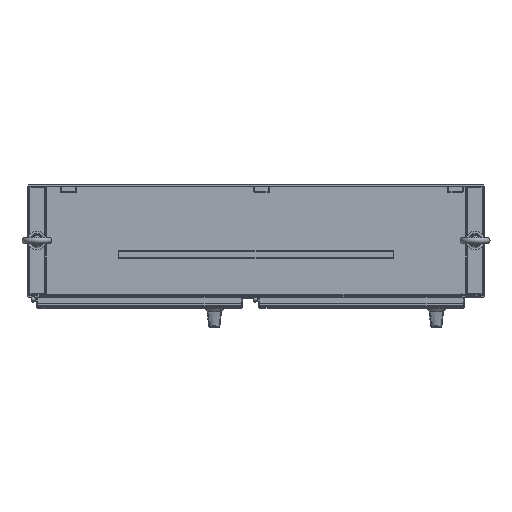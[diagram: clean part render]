
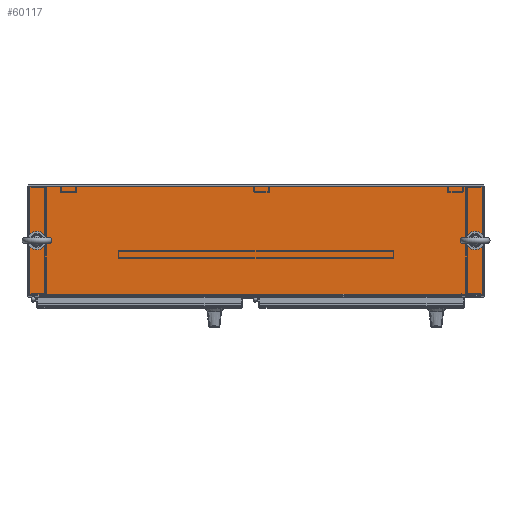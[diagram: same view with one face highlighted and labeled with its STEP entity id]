
A CAD part, top view. The second image highlights one B-rep face of the part: STEP entity #60117.
In plain terms, the highlighted planar face has unit normal (0, 0, 1).
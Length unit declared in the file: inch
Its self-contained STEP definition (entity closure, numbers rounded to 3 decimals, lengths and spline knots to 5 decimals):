
#655 = CARTESIAN_POINT ( 'NONE',  ( 47.298, 0.185, 60.125 ) ) ;
#1687 = DIRECTION ( 'NONE',  ( 0., 0., 1. ) ) ;
#2571 = DIRECTION ( 'NONE',  ( 0., 0., 1. ) ) ;
#3214 = VERTEX_POINT ( 'NONE', #163787 ) ;
#5404 = DIRECTION ( 'NONE',  ( 0., -1., 0. ) ) ;
#6139 = VERTEX_POINT ( 'NONE', #655 ) ;
#8120 = EDGE_CURVE ( 'NONE', #108430, #135891, #80244, .T. ) ;
#9752 = DIRECTION ( 'NONE',  ( 0., 0., -1. ) ) ;
#9888 = LINE ( 'NONE', #155212, #70955 ) ;
#10470 = CARTESIAN_POINT ( 'NONE',  ( 1.172, 0.125, 60.125 ) ) ;
#12254 = EDGE_CURVE ( 'NONE', #168928, #80375, #115589, .T. ) ;
#12407 = CARTESIAN_POINT ( 'NONE',  ( 47.328, 0.125, 60.125 ) ) ;
#12834 = EDGE_LOOP ( 'NONE', ( #116611, #76523, #141669, #146086, #141676, #69578, #130780, #53034, #77271, #133948, #140257, #183988 ) ) ;
#14758 = LINE ( 'NONE', #155564, #120347 ) ;
#15151 = ORIENTED_EDGE ( 'NONE', *, *, #142327, .T. ) ;
#17191 = EDGE_CURVE ( 'NONE', #108430, #143706, #165200, .T. ) ;
#17625 = CARTESIAN_POINT ( 'NONE',  ( 1.187, 0.215, 60.125 ) ) ;
#17862 = CARTESIAN_POINT ( 'NONE',  ( 0., 0.125, 60.125 ) ) ;
#21789 = CARTESIAN_POINT ( 'NONE',  ( 48.812, 6.0625, 60.125 ) ) ;
#23424 = LINE ( 'NONE', #87527, #119690 ) ;
#25759 = DIRECTION ( 'NONE',  ( 1., 0., 0. ) ) ;
#32502 = LINE ( 'NONE', #148059, #41785 ) ;
#33865 = CARTESIAN_POINT ( 'NONE',  ( 1.172, 0.215, 60.125 ) ) ;
#34395 = CIRCLE ( 'NONE', #72389, 0.4375 ) ;
#39694 = EDGE_CURVE ( 'NONE', #91668, #39719, #14758, .T. ) ;
#39719 = VERTEX_POINT ( 'NONE', #94549 ) ;
#41657 = CARTESIAN_POINT ( 'NONE',  ( 47.313, 0.215, 60.125 ) ) ;
#41785 = VECTOR ( 'NONE', #119067, 39.37008 ) ;
#43906 = VERTEX_POINT ( 'NONE', #132208 ) ;
#46094 = CARTESIAN_POINT ( 'NONE',  ( 47.298, 12., 60.125 ) ) ;
#50777 = CARTESIAN_POINT ( 'NONE',  ( 47.298, 0.215, 60.125 ) ) ;
#53034 = ORIENTED_EDGE ( 'NONE', *, *, #114270, .T. ) ;
#56351 = CARTESIAN_POINT ( 'NONE',  ( 0., 12., 60.125 ) ) ;
#57538 = EDGE_CURVE ( 'NONE', #135891, #91668, #9888, .T. ) ;
#60117 = ADVANCED_FACE ( 'NONE', ( #149603, #107177, #90852 ), #160773, .F. ) ;
#60468 = LINE ( 'NONE', #142042, #156681 ) ;
#62481 = DIRECTION ( 'NONE',  ( 0., -1., 0. ) ) ;
#67558 = DIRECTION ( 'NONE',  ( -1., 0., 0. ) ) ;
#69578 = ORIENTED_EDGE ( 'NONE', *, *, #39694, .T. ) ;
#70552 = VECTOR ( 'NONE', #62481, 39.37008 ) ;
#70955 = VECTOR ( 'NONE', #127600, 39.37008 ) ;
#72389 = AXIS2_PLACEMENT_3D ( 'NONE', #21789, #81661, #188672 ) ;
#74395 = VECTOR ( 'NONE', #123160, 39.37008 ) ;
#75832 = VERTEX_POINT ( 'NONE', #76367 ) ;
#76367 = CARTESIAN_POINT ( 'NONE',  ( 49.2495, 6.0625, 60.125 ) ) ;
#76523 = ORIENTED_EDGE ( 'NONE', *, *, #104439, .F. ) ;
#77271 = ORIENTED_EDGE ( 'NONE', *, *, #81498, .T. ) ;
#80244 = LINE ( 'NONE', #116197, #117804 ) ;
#80375 = VERTEX_POINT ( 'NONE', #116045 ) ;
#80587 = EDGE_CURVE ( 'NONE', #117677, #80375, #130973, .T. ) ;
#80999 = AXIS2_PLACEMENT_3D ( 'NONE', #41657, #1687, #150690 ) ;
#81498 = EDGE_CURVE ( 'NONE', #95094, #117677, #60468, .T. ) ;
#81661 = DIRECTION ( 'NONE',  ( 0., 0., -1. ) ) ;
#83914 = VERTEX_POINT ( 'NONE', #190390 ) ;
#84247 = CARTESIAN_POINT ( 'NONE',  ( 49.75, 0.125, 60.125 ) ) ;
#86968 = DIRECTION ( 'NONE',  ( 0., 0., -1. ) ) ;
#87527 = CARTESIAN_POINT ( 'NONE',  ( 1.202, 12., 60.125 ) ) ;
#87598 = ORIENTED_EDGE ( 'NONE', *, *, #109661, .T. ) ;
#90852 = FACE_BOUND ( 'NONE', #129740, .T. ) ;
#91668 = VERTEX_POINT ( 'NONE', #84247 ) ;
#94316 = AXIS2_PLACEMENT_3D ( 'NONE', #175569, #86968, #25759 ) ;
#94549 = CARTESIAN_POINT ( 'NONE',  ( 49.75, 12., 60.125 ) ) ;
#95094 = VERTEX_POINT ( 'NONE', #98016 ) ;
#98016 = CARTESIAN_POINT ( 'NONE',  ( 0., 0.125, 60.125 ) ) ;
#104439 = EDGE_CURVE ( 'NONE', #143706, #6139, #110377, .T. ) ;
#107177 = FACE_BOUND ( 'NONE', #190421, .T. ) ;
#108430 = VERTEX_POINT ( 'NONE', #162450 ) ;
#109661 = EDGE_CURVE ( 'NONE', #43906, #43906, #190535, .T. ) ;
#110377 = LINE ( 'NONE', #46094, #70552 ) ;
#111413 = CARTESIAN_POINT ( 'NONE',  ( 0., 12., 60.125 ) ) ;
#114270 = EDGE_CURVE ( 'NONE', #83914, #95094, #157295, .T. ) ;
#114316 = DIRECTION ( 'NONE',  ( 1., 0., 0. ) ) ;
#115589 = CIRCLE ( 'NONE', #136199, 0.015 ) ;
#116045 = CARTESIAN_POINT ( 'NONE',  ( 1.172, 0.215, 60.125 ) ) ;
#116197 = CARTESIAN_POINT ( 'NONE',  ( 47.328, 0.215, 60.125 ) ) ;
#116611 = ORIENTED_EDGE ( 'NONE', *, *, #142135, .F. ) ;
#117506 = CARTESIAN_POINT ( 'NONE',  ( 1.202, 0.215, 60.125 ) ) ;
#117575 = DIRECTION ( 'NONE',  ( 0., 1., 0. ) ) ;
#117677 = VERTEX_POINT ( 'NONE', #10470 ) ;
#117804 = VECTOR ( 'NONE', #131378, 39.37008 ) ;
#119067 = DIRECTION ( 'NONE',  ( -1., 0., 0. ) ) ;
#119690 = VECTOR ( 'NONE', #117575, 39.37008 ) ;
#120347 = VECTOR ( 'NONE', #138606, 39.37008 ) ;
#121708 = AXIS2_PLACEMENT_3D ( 'NONE', #56351, #9752, #131849 ) ;
#122917 = EDGE_CURVE ( 'NONE', #39719, #83914, #123524, .T. ) ;
#123160 = DIRECTION ( 'NONE',  ( 0., 1., 0. ) ) ;
#123524 = LINE ( 'NONE', #111413, #177683 ) ;
#127600 = DIRECTION ( 'NONE',  ( 1., 0., 0. ) ) ;
#129740 = EDGE_LOOP ( 'NONE', ( #15151 ) ) ;
#130780 = ORIENTED_EDGE ( 'NONE', *, *, #122917, .T. ) ;
#130973 = LINE ( 'NONE', #33865, #74395 ) ;
#131378 = DIRECTION ( 'NONE',  ( 0., -1., 0. ) ) ;
#131849 = DIRECTION ( 'NONE',  ( 1., 0., 0. ) ) ;
#132208 = CARTESIAN_POINT ( 'NONE',  ( 1.3755, 6.0625, 60.125 ) ) ;
#133948 = ORIENTED_EDGE ( 'NONE', *, *, #80587, .T. ) ;
#135891 = VERTEX_POINT ( 'NONE', #12407 ) ;
#136199 = AXIS2_PLACEMENT_3D ( 'NONE', #17625, #2571, #137187 ) ;
#137187 = DIRECTION ( 'NONE',  ( -1., 0., 0. ) ) ;
#138606 = DIRECTION ( 'NONE',  ( 0., 1., 0. ) ) ;
#140257 = ORIENTED_EDGE ( 'NONE', *, *, #12254, .F. ) ;
#141669 = ORIENTED_EDGE ( 'NONE', *, *, #17191, .F. ) ;
#141676 = ORIENTED_EDGE ( 'NONE', *, *, #57538, .T. ) ;
#142042 = CARTESIAN_POINT ( 'NONE',  ( 49.75, 0.125, 60.125 ) ) ;
#142135 = EDGE_CURVE ( 'NONE', #6139, #3214, #32502, .T. ) ;
#142327 = EDGE_CURVE ( 'NONE', #75832, #75832, #34395, .T. ) ;
#143706 = VERTEX_POINT ( 'NONE', #50777 ) ;
#146086 = ORIENTED_EDGE ( 'NONE', *, *, #8120, .T. ) ;
#148059 = CARTESIAN_POINT ( 'NONE',  ( 0., 0.185, 60.125 ) ) ;
#149603 = FACE_OUTER_BOUND ( 'NONE', #12834, .T. ) ;
#150690 = DIRECTION ( 'NONE',  ( 1., 0., 0. ) ) ;
#155212 = CARTESIAN_POINT ( 'NONE',  ( 49.75, 0.125, 60.125 ) ) ;
#155564 = CARTESIAN_POINT ( 'NONE',  ( 49.75, 12., 60.125 ) ) ;
#156681 = VECTOR ( 'NONE', #114316, 39.37008 ) ;
#157295 = LINE ( 'NONE', #17862, #176140 ) ;
#160773 = PLANE ( 'NONE',  #121708 ) ;
#162450 = CARTESIAN_POINT ( 'NONE',  ( 47.328, 0.215, 60.125 ) ) ;
#163787 = CARTESIAN_POINT ( 'NONE',  ( 1.202, 0.185, 60.125 ) ) ;
#165200 = CIRCLE ( 'NONE', #80999, 0.015 ) ;
#168928 = VERTEX_POINT ( 'NONE', #117506 ) ;
#175569 = CARTESIAN_POINT ( 'NONE',  ( 0.938, 6.0625, 60.125 ) ) ;
#176140 = VECTOR ( 'NONE', #5404, 39.37008 ) ;
#177683 = VECTOR ( 'NONE', #67558, 39.37008 ) ;
#183988 = ORIENTED_EDGE ( 'NONE', *, *, #187007, .F. ) ;
#187007 = EDGE_CURVE ( 'NONE', #3214, #168928, #23424, .T. ) ;
#188672 = DIRECTION ( 'NONE',  ( 1., 0., 0. ) ) ;
#190390 = CARTESIAN_POINT ( 'NONE',  ( 0., 12., 60.125 ) ) ;
#190421 = EDGE_LOOP ( 'NONE', ( #87598 ) ) ;
#190535 = CIRCLE ( 'NONE', #94316, 0.4375 ) ;
